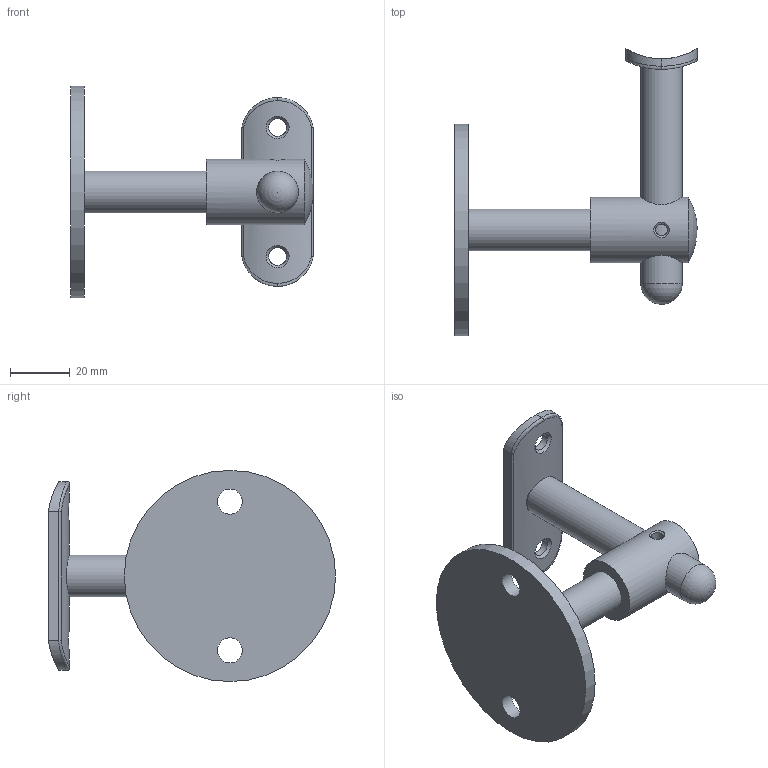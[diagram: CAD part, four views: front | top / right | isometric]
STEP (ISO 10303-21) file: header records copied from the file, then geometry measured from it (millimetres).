
FILE_DESCRIPTION(('STEP AP214'), '1');
FILE_NAME('àðò. KRT202', '2014-09-30T07:20:45', ('Áàòóðà Àíäðåé Ïàâëîâè÷'), ('Ëåñòíè÷íûé öåíòåð'), 'ASCON STEP Converter 1.3', 'ASCON Math Kernel', '');
FILE_SCHEMA(('AUTOMOTIVE_DESIGN { 1 0 10303 214 3 1 1}'));
Length unit declared in the file: millimetre
Products named in the file (5): àðò. KRT201.003; socket countersunk head screw_din_DIN 7991 - M6 x 16 --- 9.7N
Assembly tree (4 placements, depth 2):
  (unnamed)
    (unnamed)
    (unnamed)
    àðò. KRT201.003
    socket countersunk head screw_din_DIN 7991 - M6 x 16 --- 9.7N
Bounding box: 81.5 x 96.5 x 71 mm (x, y, z)
Volume: 49711.5 mm3; surface area: 22058.5 mm2
Topology: 4 solids, 4 shells, 78 faces, 179 edges, 111 vertices
Faces by surface type: plane 28, cylinder 27, bspline 16, cone 4, sphere 2, torus 1
Full cylindrical faces by diameter (mm): 4 x1, 5 x1, 6 x3, 8.4 x2, 11.57 x1, 12 x1, 14 x4, 22 x1, 71 x1
Entity records: 9502 total; most frequent: CARTESIAN_POINT 7143, ORIENTED_EDGE 294, DIRECTION 246, EDGE_CURVE 147, EDGE_LOOP 120, VERTEX_POINT 107, AXIS2_PLACEMENT_3D 98, COLOUR_RGB 81
